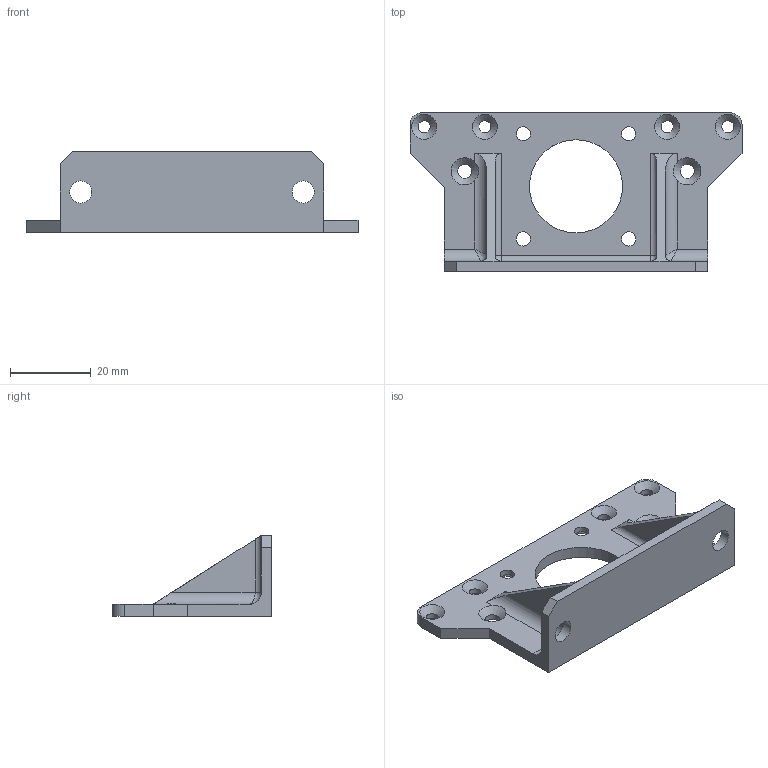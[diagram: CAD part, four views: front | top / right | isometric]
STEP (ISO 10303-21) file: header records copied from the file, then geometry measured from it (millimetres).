
FILE_DESCRIPTION(/* description */ ('Alibre Inc.'),/* implementation_level */ '2;1');
FILE_NAME(/* name */ 'export0',/* time_stamp */ '2015-07-11T14:23:29+12:00',/* author */ (''),/* organization */ (''),/* preprocessor_version */ 'ST-DEVELOPER v14',/* originating_system */ 'Alibre',/* authorisation */ '');
FILE_SCHEMA (('CONFIG_CONTROL_DESIGN'));
Length unit declared in the file: centimetre
Products named in the file (1): ID_1
Bounding box: 82 x 39.2 x 20 mm (x, y, z)
Volume: 10417.3 mm3; surface area: 8652.9 mm2
Topology: 1 solids, 1 shells, 62 faces, 164 edges, 98 vertices
Faces by surface type: cylinder 26, plane 22, cone 10, bspline 2, sphere 2
Full cylindrical faces by diameter (mm): 3 x4, 3.5 x6, 5.5 x2, 23 x1
Entity records: 2191 total; most frequent: CARTESIAN_POINT 648, DIRECTION 287, ORIENTED_EDGE 272, EDGE_CURVE 136, AXIS2_PLACEMENT_3D 120, EDGE_LOOP 109, FACE_BOUND 109, VERTEX_POINT 97
